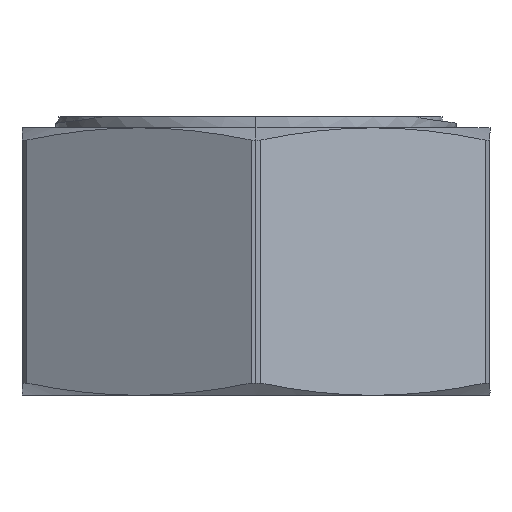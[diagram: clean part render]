
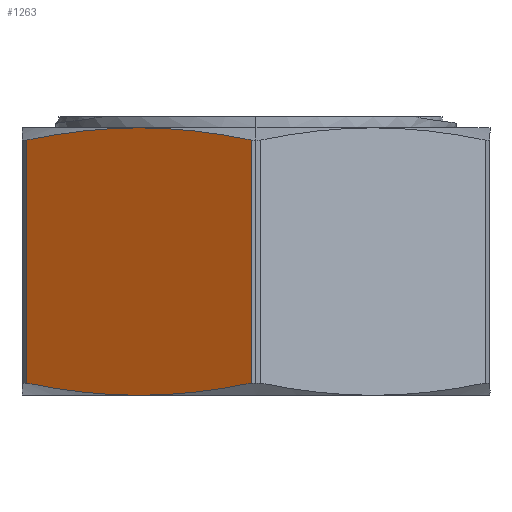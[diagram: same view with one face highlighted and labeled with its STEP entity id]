
A CAD part, left-side view. The second image highlights one B-rep face of the part: STEP entity #1263.
In plain terms, the highlighted planar face has unit normal (-0.866, 0.5, 0).
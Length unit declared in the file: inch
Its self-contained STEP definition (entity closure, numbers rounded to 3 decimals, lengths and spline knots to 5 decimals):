
#19 = LINE ( 'NONE', #824, #2012 ) ;
#54 = CARTESIAN_POINT ( 'NONE',  ( -0.47236, 0.00862, -0.47063 ) ) ;
#137 = VERTEX_POINT ( 'NONE', #649 ) ;
#180 = AXIS2_PLACEMENT_3D ( 'NONE', #1982, #552, #1994 ) ;
#223 = CARTESIAN_POINT ( 'NONE',  ( -0.37723, 0.17339, -0.49213 ) ) ;
#242 = CARTESIAN_POINT ( 'NONE',  ( -0.24364, 0.40477, -1.1811 ) ) ;
#377 = CARTESIAN_POINT ( 'NONE',  ( -0.47236, 0.00862, -0.04118 ) ) ;
#379 = VECTOR ( 'NONE', #881, 39.37008 ) ;
#382 = CARTESIAN_POINT ( 'NONE',  ( -0.43447, 0.07424, -0.48272 ) ) ;
#422 = ORIENTED_EDGE ( 'NONE', *, *, #1152, .F. ) ;
#506 = CARTESIAN_POINT ( 'NONE',  ( -0.47236, 0.00862, -0.04118 ) ) ;
#513 = ORIENTED_EDGE ( 'NONE', *, *, #1191, .T. ) ;
#526 = CARTESIAN_POINT ( 'NONE',  ( -0.28153, 0.33914, -0.48272 ) ) ;
#550 = VERTEX_POINT ( 'NONE', #1119 ) ;
#552 = DIRECTION ( 'NONE',  ( -0.866, 0.5, 0. ) ) ;
#598 = CARTESIAN_POINT ( 'NONE',  ( -0.28153, 0.33914, -0.02909 ) ) ;
#649 = CARTESIAN_POINT ( 'NONE',  ( -0.47236, 0.00862, -0.47063 ) ) ;
#694 = VERTEX_POINT ( 'NONE', #1015 ) ;
#786 = CARTESIAN_POINT ( 'NONE',  ( -0.26256, 0.37201, -0.03451 ) ) ;
#798 = B_SPLINE_CURVE_WITH_KNOTS ( 'NONE', 3,
 ( #838, #1489, #1660, #526, #1809, #1979 ),
 .UNSPECIFIED., .F., .F.,
 ( 4, 2, 4 ),
 ( 0., 0.00292, 0.00584 ),
 .UNSPECIFIED. ) ;
#820 = CARTESIAN_POINT ( 'NONE',  ( -0.39637, 0.14025, -0.02167 ) ) ;
#824 = CARTESIAN_POINT ( 'NONE',  ( -0.47236, 0.00862, -1.1811 ) ) ;
#830 = CARTESIAN_POINT ( 'NONE',  ( -0.37723, 0.17339, -0.01969 ) ) ;
#838 = CARTESIAN_POINT ( 'NONE',  ( -0.358, 0.20669, -0.49213 ) ) ;
#881 = DIRECTION ( 'NONE',  ( 0., 0., -1. ) ) ;
#937 = EDGE_LOOP ( 'NONE', ( #2011, #1646, #1986, #938, #513, #422 ) ) ;
#938 = ORIENTED_EDGE ( 'NONE', *, *, #974, .T. ) ;
#940 = CARTESIAN_POINT ( 'NONE',  ( -0.31964, 0.27314, -0.02167 ) ) ;
#974 = EDGE_CURVE ( 'NONE', #694, #1635, #1148, .T. ) ;
#1015 = CARTESIAN_POINT ( 'NONE',  ( -0.358, 0.20669, -0.01969 ) ) ;
#1020 = CARTESIAN_POINT ( 'NONE',  ( -0.39637, 0.14025, -0.49014 ) ) ;
#1111 = EDGE_CURVE ( 'NONE', #1255, #694, #1927, .T. ) ;
#1119 = CARTESIAN_POINT ( 'NONE',  ( -0.358, 0.20669, -0.49213 ) ) ;
#1148 = B_SPLINE_CURVE_WITH_KNOTS ( 'NONE', 3,
 ( #1911, #2040, #940, #598, #786, #1246 ),
 .UNSPECIFIED., .F., .F.,
 ( 4, 2, 4 ),
 ( 0., 0.00292, 0.00584 ),
 .UNSPECIFIED. ) ;
#1152 = EDGE_CURVE ( 'NONE', #550, #1352, #798, .T. ) ;
#1191 = EDGE_CURVE ( 'NONE', #1635, #1352, #1648, .T. ) ;
#1246 = CARTESIAN_POINT ( 'NONE',  ( -0.24364, 0.40477, -0.04118 ) ) ;
#1255 = VERTEX_POINT ( 'NONE', #377 ) ;
#1263 = ADVANCED_FACE ( 'NONE', ( #1699 ), #1971, .T. ) ;
#1352 = VERTEX_POINT ( 'NONE', #1737 ) ;
#1401 = CARTESIAN_POINT ( 'NONE',  ( -0.358, 0.20669, -0.49213 ) ) ;
#1466 = EDGE_CURVE ( 'NONE', #137, #1255, #19, .T. ) ;
#1481 = CARTESIAN_POINT ( 'NONE',  ( -0.358, 0.20669, -0.01969 ) ) ;
#1489 = CARTESIAN_POINT ( 'NONE',  ( -0.33877, 0.24, -0.49213 ) ) ;
#1604 = CARTESIAN_POINT ( 'NONE',  ( -0.45345, 0.04138, -0.03451 ) ) ;
#1629 = CARTESIAN_POINT ( 'NONE',  ( -0.43447, 0.07424, -0.02909 ) ) ;
#1635 = VERTEX_POINT ( 'NONE', #1695 ) ;
#1646 = ORIENTED_EDGE ( 'NONE', *, *, #1466, .T. ) ;
#1648 = LINE ( 'NONE', #242, #379 ) ;
#1660 = CARTESIAN_POINT ( 'NONE',  ( -0.31964, 0.27314, -0.49014 ) ) ;
#1695 = CARTESIAN_POINT ( 'NONE',  ( -0.24364, 0.40477, -0.04118 ) ) ;
#1699 = FACE_OUTER_BOUND ( 'NONE', #937, .T. ) ;
#1737 = CARTESIAN_POINT ( 'NONE',  ( -0.24364, 0.40477, -0.47063 ) ) ;
#1744 = B_SPLINE_CURVE_WITH_KNOTS ( 'NONE', 3,
 ( #54, #1817, #382, #1020, #223, #1401 ),
 .UNSPECIFIED., .F., .F.,
 ( 4, 2, 4 ),
 ( 0., 0.00292, 0.00584 ),
 .UNSPECIFIED. ) ;
#1804 = DIRECTION ( 'NONE',  ( 0., 0., 1. ) ) ;
#1809 = CARTESIAN_POINT ( 'NONE',  ( -0.26256, 0.37201, -0.4773 ) ) ;
#1817 = CARTESIAN_POINT ( 'NONE',  ( -0.45345, 0.04138, -0.4773 ) ) ;
#1911 = CARTESIAN_POINT ( 'NONE',  ( -0.358, 0.20669, -0.01969 ) ) ;
#1927 = B_SPLINE_CURVE_WITH_KNOTS ( 'NONE', 3,
 ( #506, #1604, #1629, #820, #830, #1481 ),
 .UNSPECIFIED., .F., .F.,
 ( 4, 2, 4 ),
 ( 0., 0.00292, 0.00584 ),
 .UNSPECIFIED. ) ;
#1971 = PLANE ( 'NONE',  #180 ) ;
#1979 = CARTESIAN_POINT ( 'NONE',  ( -0.24364, 0.40477, -0.47063 ) ) ;
#1982 = CARTESIAN_POINT ( 'NONE',  ( -0.24364, 0.40477, -1.1811 ) ) ;
#1986 = ORIENTED_EDGE ( 'NONE', *, *, #1111, .T. ) ;
#1994 = DIRECTION ( 'NONE',  ( -0.5, -0.866, 0. ) ) ;
#2001 = EDGE_CURVE ( 'NONE', #137, #550, #1744, .T. ) ;
#2011 = ORIENTED_EDGE ( 'NONE', *, *, #2001, .F. ) ;
#2012 = VECTOR ( 'NONE', #1804, 39.37008 ) ;
#2040 = CARTESIAN_POINT ( 'NONE',  ( -0.33877, 0.24, -0.01969 ) ) ;
